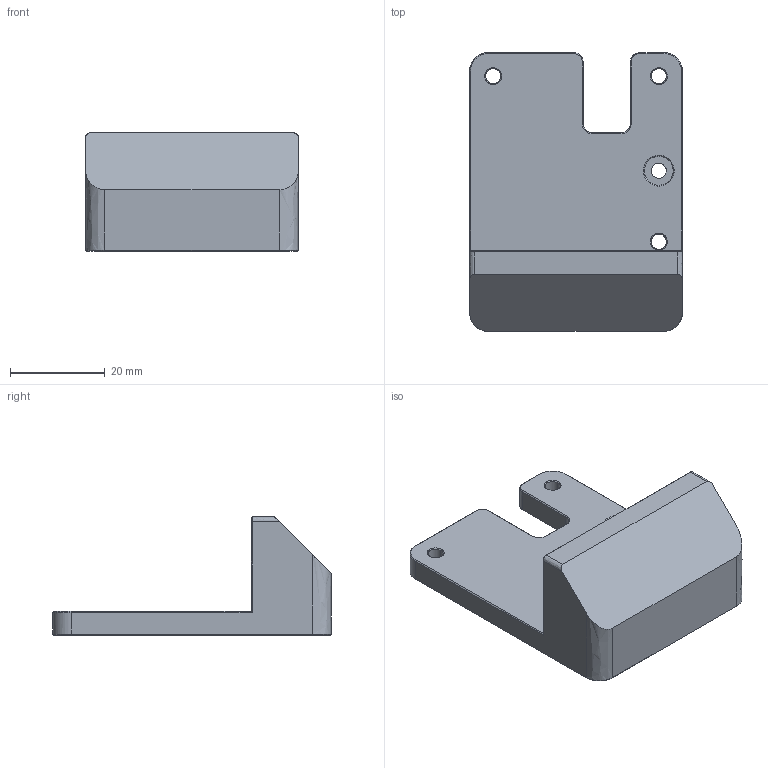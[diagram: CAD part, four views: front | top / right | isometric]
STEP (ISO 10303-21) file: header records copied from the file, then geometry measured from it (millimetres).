
FILE_DESCRIPTION(/* description */ (''),/* implementation_level */ '2;1');
FILE_NAME(/* name */ 'D300 Aero Tusk-Final',/* time_stamp */ '2017-10-14T17:25:47-04:00',/* author */ (''),/* organization */ (''),/* preprocessor_version */ 'ST-DEVELOPER v15',/* originating_system */ '',/* authorisation */ '');
FILE_SCHEMA (('AUTOMOTIVE_DESIGN'));
Length unit declared in the file: millimetre
Products named in the file (1): Document
Bounding box: 45 x 59 x 25 mm (x, y, z)
Volume: 16629.1 mm3; surface area: 9996.4 mm2
Topology: 1 solids, 1 shells, 136 faces, 331 edges, 200 vertices
Faces by surface type: plane 76, bspline 60
Entity records: 4576 total; most frequent: CARTESIAN_POINT 2389, ORIENTED_EDGE 662, EDGE_CURVE 331, B_SPLINE_CURVE_WITH_KNOTS 265, VERTEX_POINT 200, EDGE_LOOP 151, ADVANCED_FACE 136, FACE_OUTER_BOUND 136
